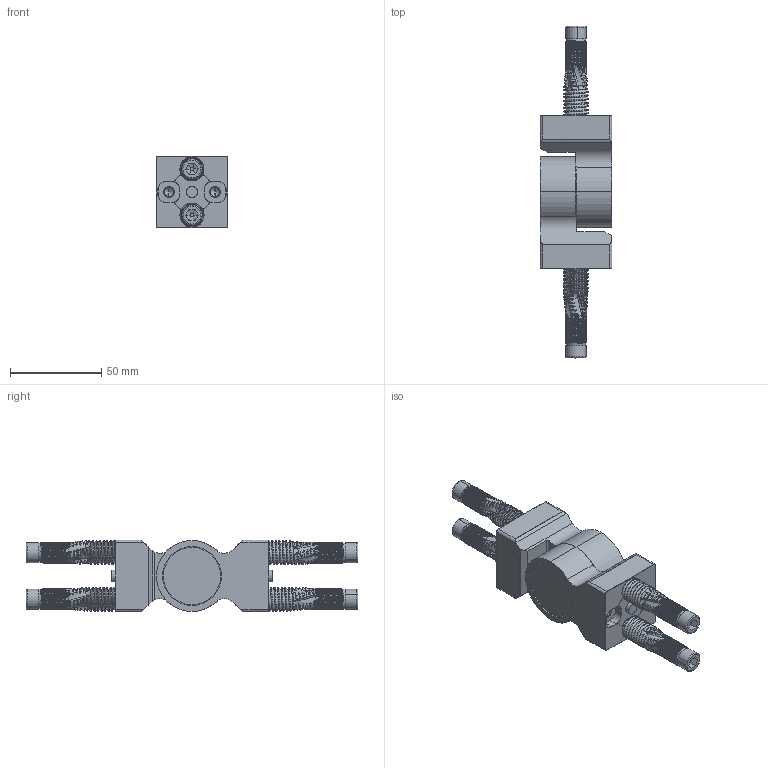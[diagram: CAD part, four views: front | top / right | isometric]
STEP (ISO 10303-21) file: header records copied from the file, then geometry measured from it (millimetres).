
FILE_DESCRIPTION (( 'STEP AP214' ), '1' );
FILE_NAME ('40mm Adj Angle Brkt_ End Mt Kit(40CAB-0411-005-01).STEP', '2020-03-11T20:53:02', ( '' ), ( '' ), 'SwSTEP 2.0', 'SolidWorks 2019', '' );
FILE_SCHEMA (( 'AUTOMOTIVE_DESIGN' ));
Length unit declared in the file: millimetre
Products named in the file (12): Standard Flat Rivet_o27x20mm-Female Op2 (Finish); Socket Head Cap Screw_M8x1.25x22mm; 40-6 End Mount Threaded Insert Assm_Op1 (Saw); 40X65 Pivot_Angle Bracket Stock Ext_End Mt Adj Angle Brkt 40CAB-0411-005-00; Large Head_Reduced Shank SHCS 2015-05-13_M6 X 55mm; 40-6 End Mount Threaded Insert_Detailed; Standard Flat Rivet_o27x20mm-Male Op2 (Finish); Standard Flat Rivet Assm_Infinite; 40mm Adj Angle Brkt_ End Mt Kit(40CAB-0411-005-01)
Assembly tree (18 placements, depth 3):
  40mm Adj Angle Brkt_ End Mt Kit(40CAB-0411-005-01)
    40X65 Pivot_Angle Bracket Stock Ext_End Mt Adj Angle Brkt 40CAB-0411-005-00  x2
    40-6 End Mount Threaded Insert Assm_Op1 (Saw)
      40-6 End Mount Threaded Insert_Detailed
      Large Head_Reduced Shank SHCS 2015-05-13_M6 X 55mm
    40-6 End Mount Threaded Insert Assm_Op1 (Saw)
      40-6 End Mount Threaded Insert_Detailed
      Large Head_Reduced Shank SHCS 2015-05-13_M6 X 55mm
    Standard Flat Rivet Assm_Infinite
      Standard Flat Rivet_o27x20mm-Male Op2 (Finish)
      Standard Flat Rivet_o27x20mm-Female Op2 (Finish)
      Socket Head Cap Screw_M8x1.25x22mm
    40-6 End Mount Threaded Insert Assm_Op1 (Saw)
      40-6 End Mount Threaded Insert_Detailed
      Large Head_Reduced Shank SHCS 2015-05-13_M6 X 55mm
    40-6 End Mount Threaded Insert Assm_Op1 (Saw)
      40-6 End Mount Threaded Insert_Detailed
      Large Head_Reduced Shank SHCS 2015-05-13_M6 X 55mm
Bounding box: 39.5 x 182.3 x 39.5 mm (x, y, z)
Volume: 122839 mm3; surface area: 53055 mm2
Topology: 13 solids, 13 shells, 2146 faces, 5941 edges, 3845 vertices
Faces by surface type: bspline 844, cylinder 619, plane 324, cone 281, torus 78
Entity records: 250728 total; most frequent: CARTESIAN_POINT 235899, ORIENTED_EDGE 3678, DIRECTION 2149, EDGE_CURVE 1839, VERTEX_POINT 1177, AXIS2_PLACEMENT_3D 845, EDGE_LOOP 718, FACE_OUTER_BOUND 693
